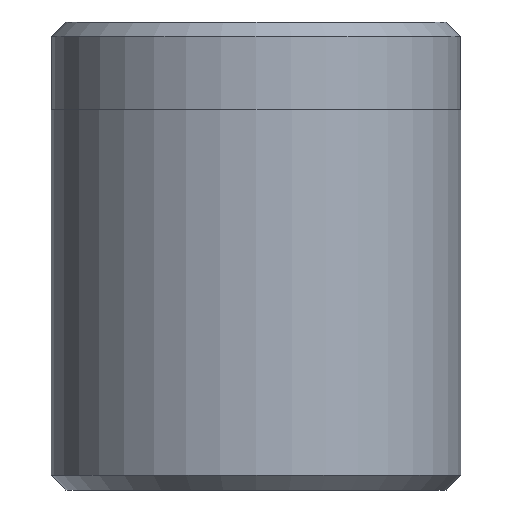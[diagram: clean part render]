
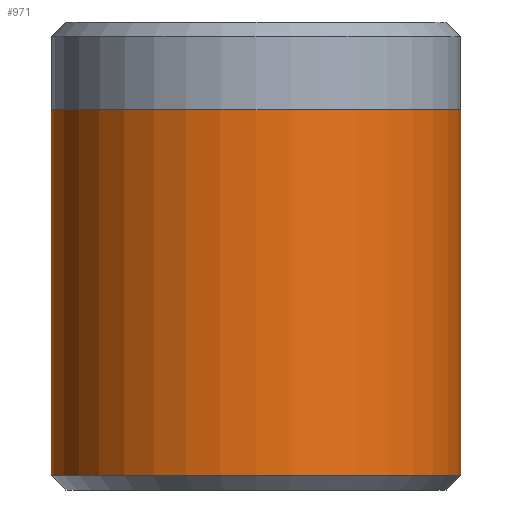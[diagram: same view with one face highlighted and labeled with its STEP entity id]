
A CAD part, front view. The second image highlights one B-rep face of the part: STEP entity #971.
In plain terms, the highlighted cylindrical face has radius 7 mm (diameter 14 mm), a partial arc.
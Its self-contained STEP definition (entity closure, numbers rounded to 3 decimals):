
#102 = EDGE_CURVE ( 'NONE', #2039, #771, #377, .T. ) ;
#152 = AXIS2_PLACEMENT_3D ( 'NONE', #2384, #1067, #2580 ) ;
#220 = VECTOR ( 'NONE', #1682, 1000. ) ;
#261 = EDGE_CURVE ( 'NONE', #1326, #513, #1993, .T. ) ;
#289 = VECTOR ( 'NONE', #792, 1000. ) ;
#377 = LINE ( 'NONE', #1289, #289 ) ;
#449 = ORIENTED_EDGE ( 'NONE', *, *, #2112, .F. ) ;
#498 = CIRCLE ( 'NONE', #1099, 7. ) ;
#513 = VERTEX_POINT ( 'NONE', #1728 ) ;
#682 = DIRECTION ( 'NONE',  ( 0., 0., 1. ) ) ;
#690 = CARTESIAN_POINT ( 'NONE',  ( 0., 0., 16. ) ) ;
#771 = VERTEX_POINT ( 'NONE', #1805 ) ;
#792 = DIRECTION ( 'NONE',  ( 0., 0., -1. ) ) ;
#801 = ORIENTED_EDGE ( 'NONE', *, *, #261, .F. ) ;
#913 = EDGE_CURVE ( 'NONE', #771, #513, #498, .T. ) ;
#971 = ADVANCED_FACE ( 'NONE', ( #1596 ), #973, .T. ) ;
#973 = CYLINDRICAL_SURFACE ( 'NONE', #2028, 7. ) ;
#1067 = DIRECTION ( 'NONE',  ( 0., 0., 1. ) ) ;
#1099 = AXIS2_PLACEMENT_3D ( 'NONE', #2066, #682, #2264 ) ;
#1125 = EDGE_LOOP ( 'NONE', ( #801, #449, #1505, #2334 ) ) ;
#1158 = DIRECTION ( 'NONE',  ( -1., 0., 0. ) ) ;
#1289 = CARTESIAN_POINT ( 'NONE',  ( -7., 0., 16. ) ) ;
#1326 = VERTEX_POINT ( 'NONE', #2341 ) ;
#1505 = ORIENTED_EDGE ( 'NONE', *, *, #102, .T. ) ;
#1596 = FACE_OUTER_BOUND ( 'NONE', #1125, .T. ) ;
#1682 = DIRECTION ( 'NONE',  ( 0., 0., -1. ) ) ;
#1685 = CARTESIAN_POINT ( 'NONE',  ( 7., 0., 16. ) ) ;
#1728 = CARTESIAN_POINT ( 'NONE',  ( 7., 0., 0.5 ) ) ;
#1805 = CARTESIAN_POINT ( 'NONE',  ( -7., 0., 0.5 ) ) ;
#1993 = LINE ( 'NONE', #1685, #220 ) ;
#2028 = AXIS2_PLACEMENT_3D ( 'NONE', #690, #2665, #1158 ) ;
#2039 = VERTEX_POINT ( 'NONE', #2732 ) ;
#2066 = CARTESIAN_POINT ( 'NONE',  ( 0., 0., 0.5 ) ) ;
#2112 = EDGE_CURVE ( 'NONE', #2039, #1326, #2245, .T. ) ;
#2245 = CIRCLE ( 'NONE', #152, 7. ) ;
#2264 = DIRECTION ( 'NONE',  ( 1., 0., 0. ) ) ;
#2334 = ORIENTED_EDGE ( 'NONE', *, *, #913, .T. ) ;
#2341 = CARTESIAN_POINT ( 'NONE',  ( 7., 0., 13. ) ) ;
#2384 = CARTESIAN_POINT ( 'NONE',  ( 0., 0., 13. ) ) ;
#2580 = DIRECTION ( 'NONE',  ( 1., 0., 0. ) ) ;
#2665 = DIRECTION ( 'NONE',  ( 0., 0., -1. ) ) ;
#2732 = CARTESIAN_POINT ( 'NONE',  ( -7., 0., 13. ) ) ;
